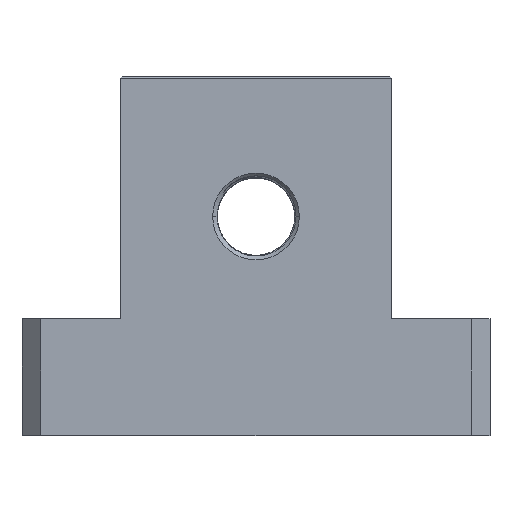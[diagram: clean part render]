
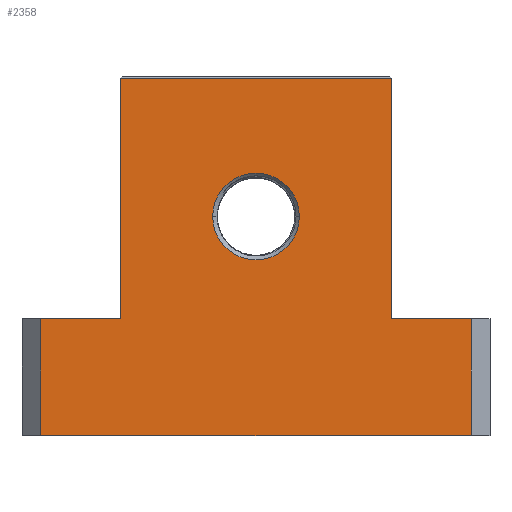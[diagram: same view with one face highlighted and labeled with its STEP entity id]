
A CAD part, top view. The second image highlights one B-rep face of the part: STEP entity #2358.
In plain terms, the highlighted planar face has unit normal (0, 0, 1).
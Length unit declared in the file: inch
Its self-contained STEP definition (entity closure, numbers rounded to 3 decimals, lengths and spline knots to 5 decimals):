
#101 = DIRECTION ( 'NONE',  ( 0., 0., -1. ) ) ;
#144 = CARTESIAN_POINT ( 'NONE',  ( -0.725, 1.91, 0.475 ) ) ;
#171 = DIRECTION ( 'NONE',  ( 0., 1., 0. ) ) ;
#192 = LINE ( 'NONE', #1198, #3443 ) ;
#241 = CARTESIAN_POINT ( 'NONE',  ( 1.15, 0.625, 0.475 ) ) ;
#243 = DIRECTION ( 'NONE',  ( 0., -1., 0. ) ) ;
#275 = ORIENTED_EDGE ( 'NONE', *, *, #763, .F. ) ;
#437 = VECTOR ( 'NONE', #243, 39.37008 ) ;
#461 = CARTESIAN_POINT ( 'NONE',  ( -1.15, 0., 0.475 ) ) ;
#483 = CARTESIAN_POINT ( 'NONE',  ( -1.15, 0.625, 0.475 ) ) ;
#544 = CARTESIAN_POINT ( 'NONE',  ( 0., 1.17, 0.475 ) ) ;
#662 = EDGE_LOOP ( 'NONE', ( #2894, #3483 ) ) ;
#763 = EDGE_CURVE ( 'NONE', #795, #2871, #3968, .T. ) ;
#795 = VERTEX_POINT ( 'NONE', #4032 ) ;
#822 = VERTEX_POINT ( 'NONE', #483 ) ;
#846 = VERTEX_POINT ( 'NONE', #3251 ) ;
#964 = DIRECTION ( 'NONE',  ( -1., 0., 0. ) ) ;
#1028 = AXIS2_PLACEMENT_3D ( 'NONE', #4313, #3384, #964 ) ;
#1050 = ORIENTED_EDGE ( 'NONE', *, *, #2364, .T. ) ;
#1123 = CARTESIAN_POINT ( 'NONE',  ( 1.15, 0., 0.475 ) ) ;
#1156 = ORIENTED_EDGE ( 'NONE', *, *, #2418, .T. ) ;
#1198 = CARTESIAN_POINT ( 'NONE',  ( 0.725, -1.08541, 0.475 ) ) ;
#1217 = DIRECTION ( 'NONE',  ( 0., 1., 0. ) ) ;
#1261 = ORIENTED_EDGE ( 'NONE', *, *, #2550, .F. ) ;
#1264 = CARTESIAN_POINT ( 'NONE',  ( -1.15, 1.92, 0.475 ) ) ;
#1363 = CARTESIAN_POINT ( 'NONE',  ( -1.25, 0.625, 0.475 ) ) ;
#1379 = LINE ( 'NONE', #2459, #4527 ) ;
#1517 = DIRECTION ( 'NONE',  ( -1., 0., 0. ) ) ;
#1519 = EDGE_CURVE ( 'NONE', #795, #822, #2795, .T. ) ;
#1564 = LINE ( 'NONE', #4005, #1632 ) ;
#1587 = CARTESIAN_POINT ( 'NONE',  ( -0.725, -1.08541, 0.475 ) ) ;
#1623 = CIRCLE ( 'NONE', #2573, 0.23169 ) ;
#1632 = VECTOR ( 'NONE', #2949, 39.37008 ) ;
#1654 = CARTESIAN_POINT ( 'NONE',  ( -1.25, 0., 0.475 ) ) ;
#1783 = VERTEX_POINT ( 'NONE', #461 ) ;
#1831 = EDGE_CURVE ( 'NONE', #2725, #1832, #3314, .T. ) ;
#1832 = VERTEX_POINT ( 'NONE', #241 ) ;
#1919 = AXIS2_PLACEMENT_3D ( 'NONE', #3249, #101, #1517 ) ;
#2019 = CARTESIAN_POINT ( 'NONE',  ( 0.23169, 1.17, 0.475 ) ) ;
#2321 = DIRECTION ( 'NONE',  ( 0., 1., 0. ) ) ;
#2358 = ADVANCED_FACE ( 'NONE', ( #3405, #2910 ), #3015, .F. ) ;
#2364 = EDGE_CURVE ( 'NONE', #822, #1783, #2367, .T. ) ;
#2367 = LINE ( 'NONE', #1264, #437 ) ;
#2418 = EDGE_CURVE ( 'NONE', #1783, #2725, #4051, .T. ) ;
#2459 = CARTESIAN_POINT ( 'NONE',  ( 1.25, 0.625, 0.475 ) ) ;
#2498 = VECTOR ( 'NONE', #3734, 39.37008 ) ;
#2550 = EDGE_CURVE ( 'NONE', #3230, #1832, #1379, .T. ) ;
#2573 = AXIS2_PLACEMENT_3D ( 'NONE', #544, #4115, #2674 ) ;
#2667 = ORIENTED_EDGE ( 'NONE', *, *, #1831, .T. ) ;
#2674 = DIRECTION ( 'NONE',  ( -1., 0., 0. ) ) ;
#2725 = VERTEX_POINT ( 'NONE', #1123 ) ;
#2740 = ORIENTED_EDGE ( 'NONE', *, *, #4285, .T. ) ;
#2768 = DIRECTION ( 'NONE',  ( 1., 0., 0. ) ) ;
#2795 = LINE ( 'NONE', #1363, #3502 ) ;
#2871 = VERTEX_POINT ( 'NONE', #144 ) ;
#2894 = ORIENTED_EDGE ( 'NONE', *, *, #4253, .T. ) ;
#2910 = FACE_OUTER_BOUND ( 'NONE', #4426, .T. ) ;
#2949 = DIRECTION ( 'NONE',  ( -1., 0., 0. ) ) ;
#2989 = VECTOR ( 'NONE', #2321, 39.37008 ) ;
#3015 = PLANE ( 'NONE',  #1028 ) ;
#3230 = VERTEX_POINT ( 'NONE', #4207 ) ;
#3249 = CARTESIAN_POINT ( 'NONE',  ( 0., 1.17, 0.475 ) ) ;
#3251 = CARTESIAN_POINT ( 'NONE',  ( 0.725, 1.91, 0.475 ) ) ;
#3314 = LINE ( 'NONE', #3756, #2989 ) ;
#3365 = CARTESIAN_POINT ( 'NONE',  ( -0.23169, 1.17, 0.475 ) ) ;
#3384 = DIRECTION ( 'NONE',  ( 0., 0., -1. ) ) ;
#3405 = FACE_BOUND ( 'NONE', #662, .T. ) ;
#3443 = VECTOR ( 'NONE', #1217, 39.37008 ) ;
#3483 = ORIENTED_EDGE ( 'NONE', *, *, #3641, .T. ) ;
#3502 = VECTOR ( 'NONE', #3828, 39.37008 ) ;
#3609 = VERTEX_POINT ( 'NONE', #2019 ) ;
#3641 = EDGE_CURVE ( 'NONE', #4150, #3609, #1623, .T. ) ;
#3645 = VECTOR ( 'NONE', #171, 39.37008 ) ;
#3720 = ORIENTED_EDGE ( 'NONE', *, *, #1519, .T. ) ;
#3734 = DIRECTION ( 'NONE',  ( 1., 0., 0. ) ) ;
#3756 = CARTESIAN_POINT ( 'NONE',  ( 1.15, 1.92, 0.475 ) ) ;
#3828 = DIRECTION ( 'NONE',  ( -1., 0., 0. ) ) ;
#3888 = CIRCLE ( 'NONE', #1919, 0.23169 ) ;
#3915 = ORIENTED_EDGE ( 'NONE', *, *, #4393, .T. ) ;
#3968 = LINE ( 'NONE', #1587, #3645 ) ;
#4005 = CARTESIAN_POINT ( 'NONE',  ( -0.725, 1.91, 0.475 ) ) ;
#4032 = CARTESIAN_POINT ( 'NONE',  ( -0.725, 0.625, 0.475 ) ) ;
#4051 = LINE ( 'NONE', #1654, #2498 ) ;
#4115 = DIRECTION ( 'NONE',  ( 0., 0., -1. ) ) ;
#4150 = VERTEX_POINT ( 'NONE', #3365 ) ;
#4207 = CARTESIAN_POINT ( 'NONE',  ( 0.725, 0.625, 0.475 ) ) ;
#4253 = EDGE_CURVE ( 'NONE', #3609, #4150, #3888, .T. ) ;
#4285 = EDGE_CURVE ( 'NONE', #3230, #846, #192, .T. ) ;
#4313 = CARTESIAN_POINT ( 'NONE',  ( -1.25, 1.92, 0.475 ) ) ;
#4393 = EDGE_CURVE ( 'NONE', #846, #2871, #1564, .T. ) ;
#4426 = EDGE_LOOP ( 'NONE', ( #1156, #2667, #1261, #2740, #3915, #275, #3720, #1050 ) ) ;
#4527 = VECTOR ( 'NONE', #2768, 39.37008 ) ;
